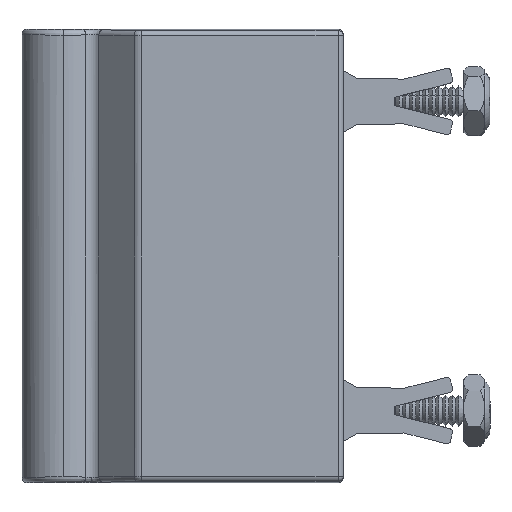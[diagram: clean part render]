
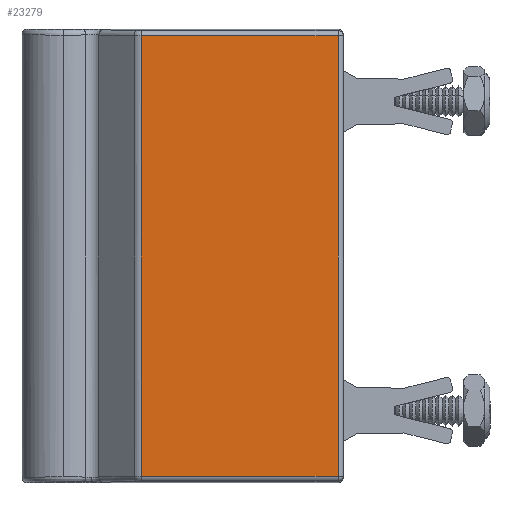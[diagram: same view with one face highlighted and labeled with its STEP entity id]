
A CAD part, left-side view. The second image highlights one B-rep face of the part: STEP entity #23279.
In plain terms, the highlighted planar face has unit normal (-1, 0, 0).
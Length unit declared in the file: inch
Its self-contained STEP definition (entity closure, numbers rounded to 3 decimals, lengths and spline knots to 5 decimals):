
#693 = CARTESIAN_POINT ( 'NONE',  ( -1.25, 0.03125, -1.33647 ) ) ;
#758 = EDGE_CURVE ( 'NONE', #15245, #4799, #8426, .T. ) ;
#957 = VECTOR ( 'NONE', #16007, 39.37008 ) ;
#1022 = EDGE_CURVE ( 'NONE', #4799, #12118, #15376, .T. ) ;
#1540 = CARTESIAN_POINT ( 'NONE',  ( -1.25, 0.03125, 1.33647 ) ) ;
#2605 = VECTOR ( 'NONE', #12814, 39.37008 ) ;
#3073 = CARTESIAN_POINT ( 'NONE',  ( -1.25, 0., -1.33647 ) ) ;
#3126 = VERTEX_POINT ( 'NONE', #693 ) ;
#4008 = DIRECTION ( 'NONE',  ( 0., 0., -1. ) ) ;
#4799 = VERTEX_POINT ( 'NONE', #11165 ) ;
#5962 = ORIENTED_EDGE ( 'NONE', *, *, #1022, .T. ) ;
#7518 = LINE ( 'NONE', #21680, #2605 ) ;
#8307 = EDGE_CURVE ( 'NONE', #12118, #3126, #10767, .T. ) ;
#8426 = LINE ( 'NONE', #23601, #12197 ) ;
#9498 = CARTESIAN_POINT ( 'NONE',  ( -1.25, 0., 1.375 ) ) ;
#10767 = LINE ( 'NONE', #3073, #957 ) ;
#11165 = CARTESIAN_POINT ( 'NONE',  ( -1.25, 1.22411, 1.33647 ) ) ;
#11597 = VECTOR ( 'NONE', #13592, 39.37008 ) ;
#11725 = CARTESIAN_POINT ( 'NONE',  ( -1.25, 1.22411, 1.375 ) ) ;
#12118 = VERTEX_POINT ( 'NONE', #17837 ) ;
#12197 = VECTOR ( 'NONE', #18113, 39.37008 ) ;
#12814 = DIRECTION ( 'NONE',  ( 0., 0., 1. ) ) ;
#13592 = DIRECTION ( 'NONE',  ( 0., 0., -1. ) ) ;
#14031 = EDGE_LOOP ( 'NONE', ( #5962, #20647, #21928, #20924 ) ) ;
#15022 = PLANE ( 'NONE',  #15203 ) ;
#15104 = DIRECTION ( 'NONE',  ( 1., 0., 0. ) ) ;
#15203 = AXIS2_PLACEMENT_3D ( 'NONE', #9498, #15104, #4008 ) ;
#15245 = VERTEX_POINT ( 'NONE', #1540 ) ;
#15376 = LINE ( 'NONE', #11725, #11597 ) ;
#16007 = DIRECTION ( 'NONE',  ( 0., -1., 0. ) ) ;
#17837 = CARTESIAN_POINT ( 'NONE',  ( -1.25, 1.22411, -1.33647 ) ) ;
#18113 = DIRECTION ( 'NONE',  ( 0., 1., 0. ) ) ;
#20647 = ORIENTED_EDGE ( 'NONE', *, *, #8307, .T. ) ;
#20924 = ORIENTED_EDGE ( 'NONE', *, *, #758, .T. ) ;
#21453 = EDGE_CURVE ( 'NONE', #3126, #15245, #7518, .T. ) ;
#21680 = CARTESIAN_POINT ( 'NONE',  ( -1.25, 0.03125, 1.375 ) ) ;
#21928 = ORIENTED_EDGE ( 'NONE', *, *, #21453, .T. ) ;
#22248 = FACE_OUTER_BOUND ( 'NONE', #14031, .T. ) ;
#23279 = ADVANCED_FACE ( 'NONE', ( #22248 ), #15022, .F. ) ;
#23601 = CARTESIAN_POINT ( 'NONE',  ( -1.25, 1.22411, 1.33647 ) ) ;
